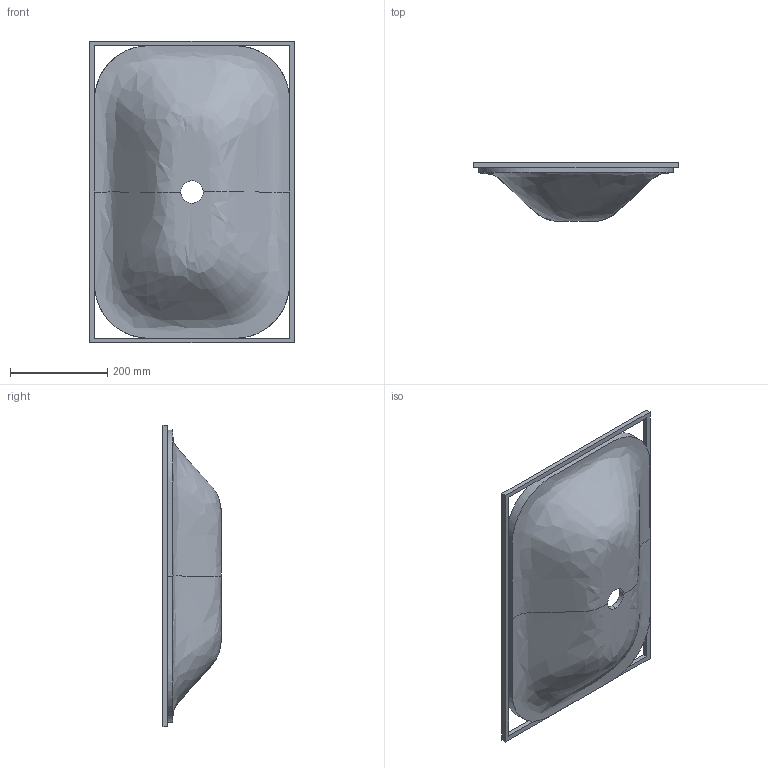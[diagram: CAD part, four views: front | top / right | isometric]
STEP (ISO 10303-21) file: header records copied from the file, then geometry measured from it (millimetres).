
FILE_DESCRIPTION (( 'STEP AP214' ), '1' );
FILE_NAME ('Fovea_klein_loch.STEP', '2018-06-29T08:27:09', ( '' ), ( '' ), 'SwSTEP 2.0', 'SolidWorks 2017', '' );
FILE_SCHEMA (( 'AUTOMOTIVE_DESIGN' ));
Length unit declared in the file: millimetre
Products named in the file (2): Fovea_klein_loch
Bounding box: 420 x 120 x 620 mm (x, y, z)
Volume: 5512647.6 mm3; surface area: 652337.5 mm2
Topology: 2 solids, 2 shells, 20 faces, 48 edges, 30 vertices
Faces by surface type: plane 10, bspline 8, cylinder 2
Entity records: 13922 total; most frequent: CARTESIAN_POINT 13448, ORIENTED_EDGE 96, DIRECTION 62, EDGE_CURVE 48, VERTEX_POINT 30, VECTOR 26, LINE 26, EDGE_LOOP 22
